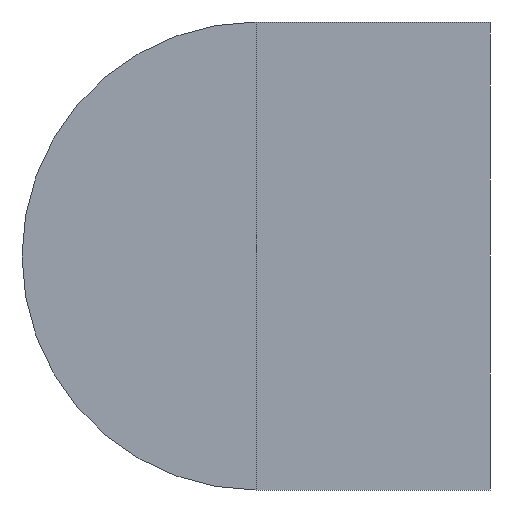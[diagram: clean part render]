
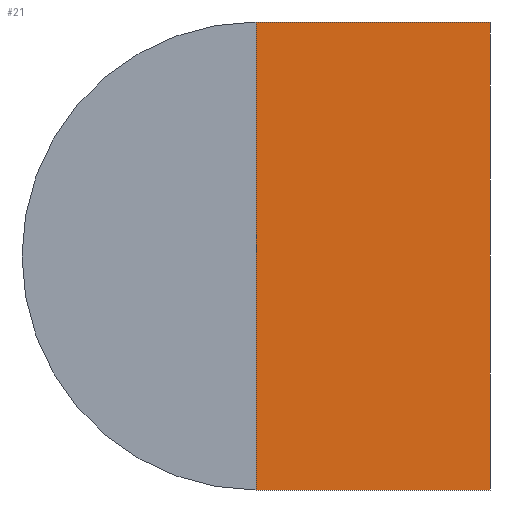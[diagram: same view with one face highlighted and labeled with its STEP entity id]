
A CAD part, front view. The second image highlights one B-rep face of the part: STEP entity #21.
In plain terms, the highlighted planar face has unit normal (0, -1, 0).
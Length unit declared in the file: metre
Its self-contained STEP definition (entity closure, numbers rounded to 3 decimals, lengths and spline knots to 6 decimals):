
#2 = ORIENTED_EDGE ( 'NONE', *, *, #33, .T. ) ;
#3 = FACE_OUTER_BOUND ( 'NONE', #26, .T. ) ;
#9 = LINE ( 'NONE', #115, #132 ) ;
#21 = ADVANCED_FACE ( 'NONE', ( #3 ), #84, .F. ) ;
#24 = VERTEX_POINT ( 'NONE', #104 ) ;
#26 = EDGE_LOOP ( 'NONE', ( #114, #96, #158, #2 ) ) ;
#32 = DIRECTION ( 'NONE',  ( 0., 0., 1. ) ) ;
#33 = EDGE_CURVE ( 'NONE', #24, #175, #9, .T. ) ;
#40 = LINE ( 'NONE', #153, #89 ) ;
#59 = VECTOR ( 'NONE', #181, 1. ) ;
#61 = LINE ( 'NONE', #133, #59 ) ;
#70 = DIRECTION ( 'NONE',  ( 0., 0., -1. ) ) ;
#84 = PLANE ( 'NONE',  #167 ) ;
#88 = LINE ( 'NONE', #184, #163 ) ;
#89 = VECTOR ( 'NONE', #206, 1. ) ;
#91 = EDGE_CURVE ( 'NONE', #175, #127, #61, .T. ) ;
#92 = CARTESIAN_POINT ( 'NONE',  ( 0., 0., 70. ) ) ;
#96 = ORIENTED_EDGE ( 'NONE', *, *, #201, .F. ) ;
#98 = VERTEX_POINT ( 'NONE', #162 ) ;
#104 = CARTESIAN_POINT ( 'NONE',  ( 70., 0., 70. ) ) ;
#106 = CARTESIAN_POINT ( 'NONE',  ( 0., 0., -70. ) ) ;
#114 = ORIENTED_EDGE ( 'NONE', *, *, #91, .T. ) ;
#115 = CARTESIAN_POINT ( 'NONE',  ( 70., 0., 70. ) ) ;
#117 = DIRECTION ( 'NONE',  ( -1., 0., 0. ) ) ;
#127 = VERTEX_POINT ( 'NONE', #106 ) ;
#132 = VECTOR ( 'NONE', #117, 1. ) ;
#133 = CARTESIAN_POINT ( 'NONE',  ( 0., 0., 70. ) ) ;
#137 = DIRECTION ( 'NONE',  ( 0., 1., 0. ) ) ;
#146 = CARTESIAN_POINT ( 'NONE',  ( 70., 0., 70. ) ) ;
#153 = CARTESIAN_POINT ( 'NONE',  ( 70., 0., -70. ) ) ;
#158 = ORIENTED_EDGE ( 'NONE', *, *, #176, .F. ) ;
#162 = CARTESIAN_POINT ( 'NONE',  ( 70., 0., -70. ) ) ;
#163 = VECTOR ( 'NONE', #70, 1. ) ;
#167 = AXIS2_PLACEMENT_3D ( 'NONE', #146, #137, #32 ) ;
#175 = VERTEX_POINT ( 'NONE', #92 ) ;
#176 = EDGE_CURVE ( 'NONE', #24, #98, #88, .T. ) ;
#181 = DIRECTION ( 'NONE',  ( 0., 0., -1. ) ) ;
#184 = CARTESIAN_POINT ( 'NONE',  ( 70., 0., 70. ) ) ;
#201 = EDGE_CURVE ( 'NONE', #98, #127, #40, .T. ) ;
#206 = DIRECTION ( 'NONE',  ( -1., 0., 0. ) ) ;
